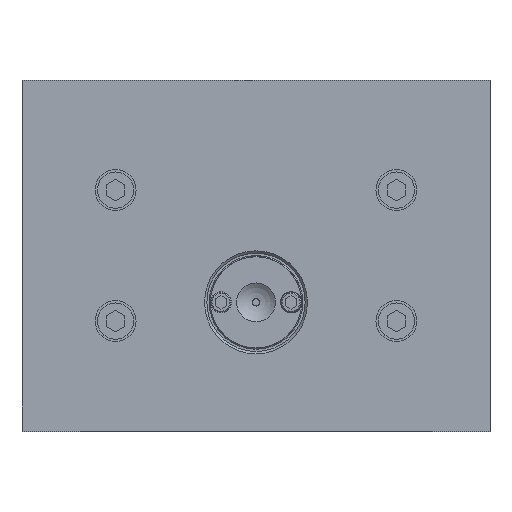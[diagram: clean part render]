
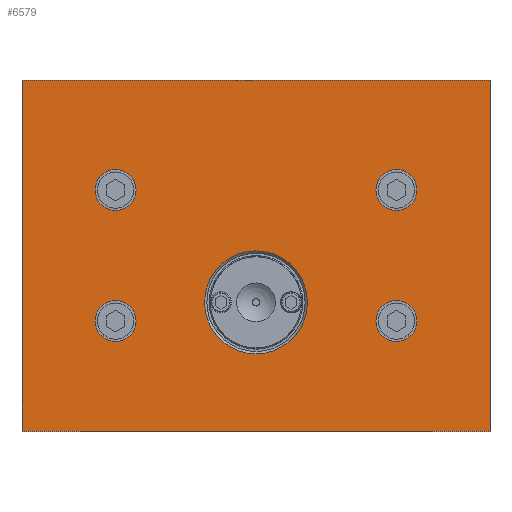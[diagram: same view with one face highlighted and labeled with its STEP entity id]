
A CAD part, top view. The second image highlights one B-rep face of the part: STEP entity #6579.
In plain terms, the highlighted planar face has unit normal (0, 0, 1).
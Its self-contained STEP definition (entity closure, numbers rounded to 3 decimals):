
#6579=ADVANCED_FACE('',(#10126,#10127,#10128,#10129,#10130,#10131),#8858,
 .T.);
#8858=PLANE('',#52650);
#10126=FACE_BOUND('',#12720,.T.);
#10127=FACE_BOUND('',#12721,.T.);
#10128=FACE_BOUND('',#12722,.T.);
#10129=FACE_BOUND('',#12723,.T.);
#10130=FACE_BOUND('',#12724,.T.);
#10131=FACE_BOUND('',#12725,.T.);
#12720=EDGE_LOOP('',(#24096));
#12721=EDGE_LOOP('',(#24097));
#12722=EDGE_LOOP('',(#24098));
#12723=EDGE_LOOP('',(#24099,#24100,#24101,#24102));
#12724=EDGE_LOOP('',(#24103));
#12725=EDGE_LOOP('',(#24104));
#15991=CIRCLE('',#52645,22.);
#15992=CIRCLE('',#52646,8.75);
#15993=CIRCLE('',#52647,8.75);
#15994=CIRCLE('',#52648,8.75);
#15995=CIRCLE('',#52649,8.75);
#24096=ORIENTED_EDGE('',*,*,#38650,.T.);
#24097=ORIENTED_EDGE('',*,*,#38651,.T.);
#24098=ORIENTED_EDGE('',*,*,#38652,.T.);
#24099=ORIENTED_EDGE('',*,*,#38653,.F.);
#24100=ORIENTED_EDGE('',*,*,#38654,.F.);
#24101=ORIENTED_EDGE('',*,*,#38655,.F.);
#24102=ORIENTED_EDGE('',*,*,#38656,.F.);
#24103=ORIENTED_EDGE('',*,*,#38657,.T.);
#24104=ORIENTED_EDGE('',*,*,#38658,.T.);
#32820=VERTEX_POINT('',#80335);
#32821=VERTEX_POINT('',#80337);
#32822=VERTEX_POINT('',#80339);
#32823=VERTEX_POINT('',#80341);
#32824=VERTEX_POINT('',#80342);
#32825=VERTEX_POINT('',#80344);
#32826=VERTEX_POINT('',#80346);
#32827=VERTEX_POINT('',#80349);
#32828=VERTEX_POINT('',#80351);
#38650=EDGE_CURVE('',#32820,#32820,#15991,.T.);
#38651=EDGE_CURVE('',#32821,#32821,#15992,.T.);
#38652=EDGE_CURVE('',#32822,#32822,#15993,.T.);
#38653=EDGE_CURVE('',#32823,#32824,#44123,.T.);
#38654=EDGE_CURVE('',#32825,#32823,#44124,.T.);
#38655=EDGE_CURVE('',#32826,#32825,#44125,.T.);
#38656=EDGE_CURVE('',#32824,#32826,#44126,.T.);
#38657=EDGE_CURVE('',#32827,#32827,#15994,.T.);
#38658=EDGE_CURVE('',#32828,#32828,#15995,.T.);
#44123=LINE('',#80340,#48292);
#44124=LINE('',#80343,#48293);
#44125=LINE('',#80345,#48294);
#44126=LINE('',#80347,#48295);
#48292=VECTOR('',#62295,1.);
#48293=VECTOR('',#62296,1.);
#48294=VECTOR('',#62297,1.);
#48295=VECTOR('',#62298,1.);
#52645=AXIS2_PLACEMENT_3D('',#80334,#62289,#62290);
#52646=AXIS2_PLACEMENT_3D('',#80336,#62291,#62292);
#52647=AXIS2_PLACEMENT_3D('',#80338,#62293,#62294);
#52648=AXIS2_PLACEMENT_3D('',#80348,#62299,#62300);
#52649=AXIS2_PLACEMENT_3D('',#80350,#62301,#62302);
#52650=AXIS2_PLACEMENT_3D('',#80352,#62303,#62304);
#62289=DIRECTION('',(0.,0.,-1.));
#62290=DIRECTION('',(1.,0.,0.));
#62291=DIRECTION('',(0.,0.,-1.));
#62292=DIRECTION('',(1.,0.,0.));
#62293=DIRECTION('',(0.,0.,-1.));
#62294=DIRECTION('',(1.,0.,0.));
#62295=DIRECTION('',(-1.,0.,0.));
#62296=DIRECTION('',(0.,-1.,0.));
#62297=DIRECTION('',(1.,0.,0.));
#62298=DIRECTION('',(0.,1.,0.));
#62299=DIRECTION('',(0.,0.,-1.));
#62300=DIRECTION('',(1.,0.,0.));
#62301=DIRECTION('',(0.,0.,-1.));
#62302=DIRECTION('',(-1.,0.,0.));
#62303=DIRECTION('',(0.,0.,1.));
#62304=DIRECTION('',(1.,0.,0.));
#80334=CARTESIAN_POINT('',(0.,-20.,70.5));
#80335=CARTESIAN_POINT('',(22.,-20.,70.5));
#80336=CARTESIAN_POINT('',(-60.,28.,70.5));
#80337=CARTESIAN_POINT('',(-51.25,28.,70.5));
#80338=CARTESIAN_POINT('',(60.,-28.,70.5));
#80339=CARTESIAN_POINT('',(68.75,-28.,70.5));
#80340=CARTESIAN_POINT('',(0.,-75.,70.5));
#80341=CARTESIAN_POINT('',(100.,-75.,70.5));
#80342=CARTESIAN_POINT('',(-100.,-75.,70.5));
#80343=CARTESIAN_POINT('',(100.,0.,70.5));
#80344=CARTESIAN_POINT('',(100.,75.,70.5));
#80345=CARTESIAN_POINT('',(0.,75.,70.5));
#80346=CARTESIAN_POINT('',(-100.,75.,70.5));
#80347=CARTESIAN_POINT('',(-100.,0.,70.5));
#80348=CARTESIAN_POINT('',(60.,28.,70.5));
#80349=CARTESIAN_POINT('',(68.75,28.,70.5));
#80350=CARTESIAN_POINT('',(-60.,-28.,70.5));
#80351=CARTESIAN_POINT('',(-68.75,-28.,70.5));
#80352=CARTESIAN_POINT('',(0.,0.,70.5));
